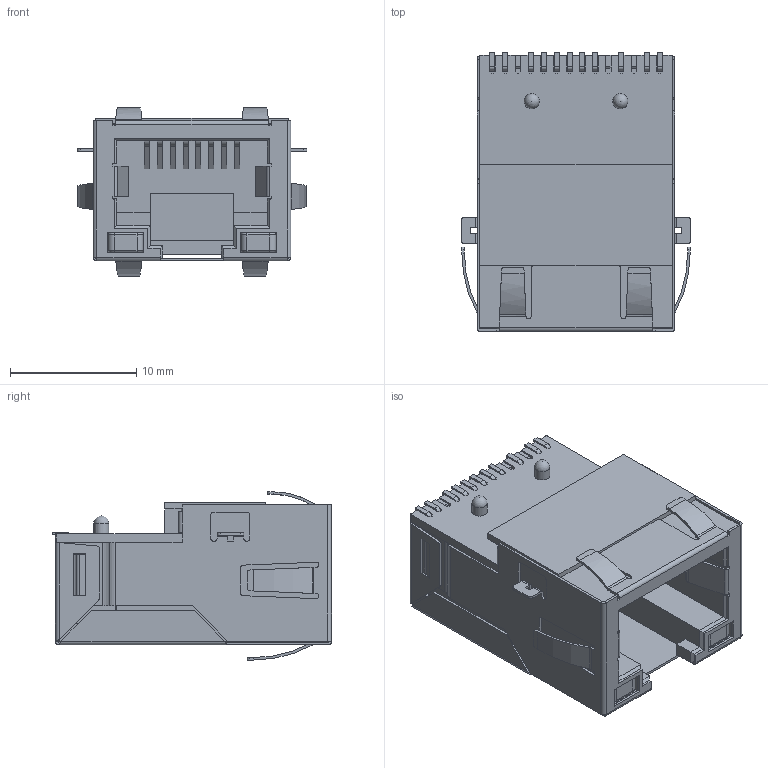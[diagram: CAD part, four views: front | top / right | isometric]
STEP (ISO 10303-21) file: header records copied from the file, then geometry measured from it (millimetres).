
FILE_DESCRIPTION( ( 'Unknown' ), '1' );
FILE_NAME( '7498011122R.stp', 'Unknown', ( 'Unknown' ), ( 'Unknown' ), 'PSStep 17.0.49', 'Unknown', ' ' );
FILE_SCHEMA( ( 'AUTOMOTIVE_DESIGN { 1 0 10303 214 1 1 1 1 }' ) );
Length unit declared in the file: millimetre
Products named in the file (5): Assem1; Shielding; Insulator
Assembly tree (4 placements, depth 2):
  Assem1
    Shielding
    Insulator
    Insulator
    Insulator
Bounding box: 18.15 x 22.07 x 13.3 mm (x, y, z)
Volume: 2037.7 mm3; surface area: 4489.7 mm2
Topology: 4 solids, 4 shells, 920 faces, 2529 edges, 1624 vertices
Faces by surface type: plane 607, cylinder 251, bspline 34, extrusion 14, torus 8, sphere 6
Full cylindrical faces by diameter (mm): 1.2 x2
Entity records: 36997 total; most frequent: CARTESIAN_POINT 6294, ORIENTED_EDGE 5030, DIRECTION 4539, EDGE_CURVE 2515, VECTOR 1873, LINE 1859, VERTEX_POINT 1620, AXIS2_PLACEMENT_3D 1333
